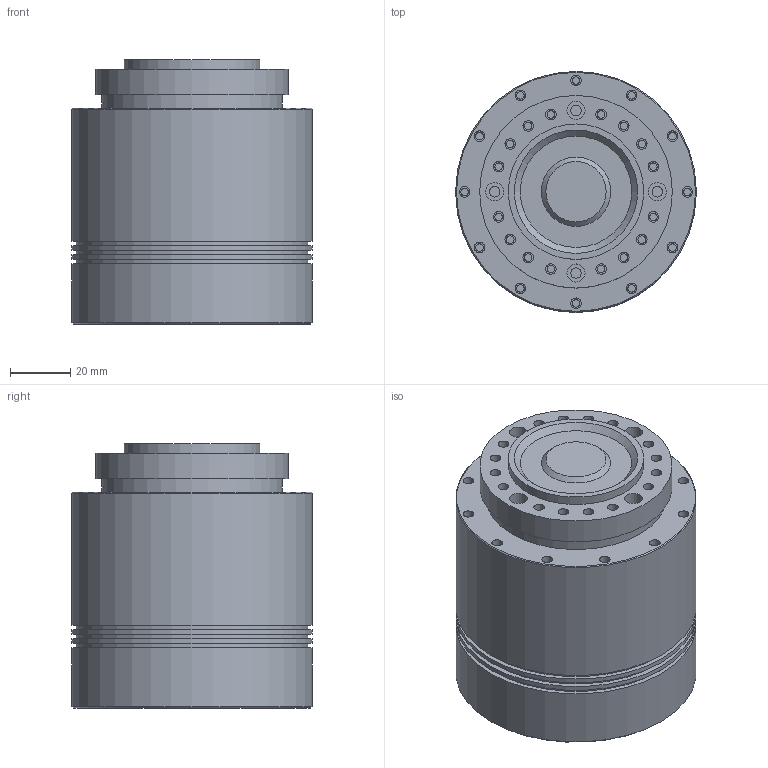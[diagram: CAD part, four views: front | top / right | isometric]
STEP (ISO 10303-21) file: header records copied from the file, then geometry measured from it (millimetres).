
FILE_DESCRIPTION(/* description */ (''),/* implementation_level */ '2;1');
FILE_NAME(/* name */ 'M8010E17Bxx.stp',/* time_stamp */ '2023-10-25T17:29:55+08:00',/* author */ ('Admin'),/* organization */ (''),/* preprocessor_version */ 'ST-DEVELOPER v19.2',/* originating_system */ 'Autodesk Inventor 2024',/* authorisation */ '');
FILE_SCHEMA (('CONFIG_CONTROL_DESIGN'));
Length unit declared in the file: millimetre
Products named in the file (3): _model1; XBJ17-6（上盖板）; 零件4
Assembly tree (2 placements, depth 2):
  _model1
    XBJ17-6（上盖板）
    零件4
Bounding box: 80 x 80 x 87.7 mm (x, y, z)
Volume: 391032.9 mm3; surface area: 47791.5 mm2
Topology: 2 solids, 2 shells, 181 faces, 301 edges, 200 vertices
Faces by surface type: cylinder 95, plane 80, cone 6
Full cylindrical faces by diameter (mm): 2.5 x28, 3.5 x48, 6 x4, 14 x1, 16 x1, 45 x2, 47 x1, 60 x2, 64 x1, 77 x3, 80 x4
Entity records: 4500 total; most frequent: DIRECTION 873, CARTESIAN_POINT 687, ORIENTED_EDGE 602, AXIS2_PLACEMENT_3D 386, EDGE_CURVE 301, EDGE_LOOP 297, CIRCLE 200, VERTEX_POINT 200
